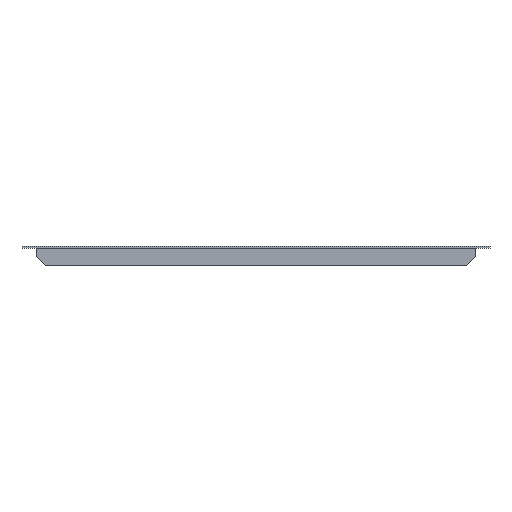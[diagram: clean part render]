
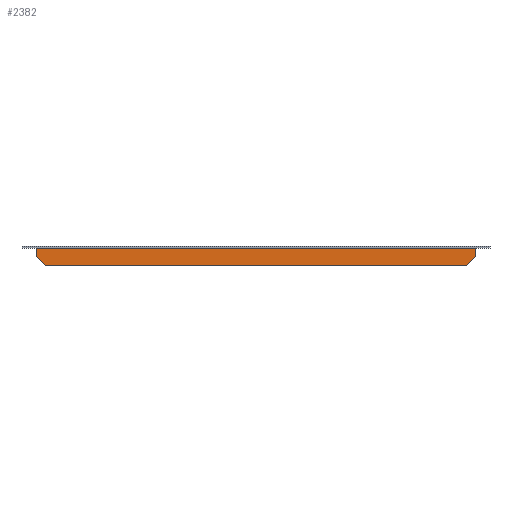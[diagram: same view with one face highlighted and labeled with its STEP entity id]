
A CAD part, front view. The second image highlights one B-rep face of the part: STEP entity #2382.
In plain terms, the highlighted planar face has unit normal (0, -1, 0).
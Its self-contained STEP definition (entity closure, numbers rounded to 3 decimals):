
#47 = VECTOR ( 'NONE', #6909, 1000. ) ;
#373 = ORIENTED_EDGE ( 'NONE', *, *, #13757, .T. ) ;
#632 = VECTOR ( 'NONE', #6580, 1000. ) ;
#803 = EDGE_CURVE ( 'NONE', #6590, #8246, #9591, .T. ) ;
#890 = VECTOR ( 'NONE', #7489, 1000. ) ;
#1381 = VECTOR ( 'NONE', #3172, 1000. ) ;
#1523 = DIRECTION ( 'NONE',  ( 0., 1., 0. ) ) ;
#2114 = CARTESIAN_POINT ( 'NONE',  ( 188., -32., -15. ) ) ;
#2331 = EDGE_CURVE ( 'NONE', #17129, #11149, #13417, .T. ) ;
#2360 = LINE ( 'NONE', #15361, #9108 ) ;
#2382 = ADVANCED_FACE ( 'NONE', ( #4140 ), #16268, .F. ) ;
#2573 = VERTEX_POINT ( 'NONE', #11419 ) ;
#2926 = ORIENTED_EDGE ( 'NONE', *, *, #7963, .T. ) ;
#3172 = DIRECTION ( 'NONE',  ( 0., 0., 1. ) ) ;
#3333 = CARTESIAN_POINT ( 'NONE',  ( 188., -32., 0. ) ) ;
#3346 = ORIENTED_EDGE ( 'NONE', *, *, #14164, .F. ) ;
#4140 = FACE_OUTER_BOUND ( 'NONE', #11158, .T. ) ;
#4789 = DIRECTION ( 'NONE',  ( 0.707, 0., -0.707 ) ) ;
#4898 = ORIENTED_EDGE ( 'NONE', *, *, #11207, .T. ) ;
#5378 = DIRECTION ( 'NONE',  ( -1., 0., 0. ) ) ;
#5771 = VECTOR ( 'NONE', #5378, 1000. ) ;
#5915 = CARTESIAN_POINT ( 'NONE',  ( -188., -32., -7. ) ) ;
#6580 = DIRECTION ( 'NONE',  ( -1., 0., 0. ) ) ;
#6590 = VERTEX_POINT ( 'NONE', #5915 ) ;
#6830 = DIRECTION ( 'NONE',  ( 0., 0., 1. ) ) ;
#6909 = DIRECTION ( 'NONE',  ( 0.707, 0., 0.707 ) ) ;
#6934 = CARTESIAN_POINT ( 'NONE',  ( -188., -32., 0. ) ) ;
#7489 = DIRECTION ( 'NONE',  ( 0., 0., 1. ) ) ;
#7963 = EDGE_CURVE ( 'NONE', #6590, #2573, #2360, .T. ) ;
#8246 = VERTEX_POINT ( 'NONE', #6934 ) ;
#9095 = LINE ( 'NONE', #15682, #632 ) ;
#9108 = VECTOR ( 'NONE', #4789, 1000. ) ;
#9366 = CARTESIAN_POINT ( 'NONE',  ( 188., -32., 0. ) ) ;
#9422 = CARTESIAN_POINT ( 'NONE',  ( 188., -32., -15. ) ) ;
#9591 = LINE ( 'NONE', #9850, #1381 ) ;
#9850 = CARTESIAN_POINT ( 'NONE',  ( -188., -32., -15. ) ) ;
#10502 = LINE ( 'NONE', #9366, #5771 ) ;
#11149 = VERTEX_POINT ( 'NONE', #13020 ) ;
#11158 = EDGE_LOOP ( 'NONE', ( #11993, #2926, #3346, #14340, #373, #4898 ) ) ;
#11207 = EDGE_CURVE ( 'NONE', #12303, #8246, #10502, .T. ) ;
#11419 = CARTESIAN_POINT ( 'NONE',  ( -180., -32., -15. ) ) ;
#11792 = CARTESIAN_POINT ( 'NONE',  ( 180., -32., -15. ) ) ;
#11993 = ORIENTED_EDGE ( 'NONE', *, *, #803, .F. ) ;
#12303 = VERTEX_POINT ( 'NONE', #3333 ) ;
#13020 = CARTESIAN_POINT ( 'NONE',  ( 188., -32., -7. ) ) ;
#13330 = CARTESIAN_POINT ( 'NONE',  ( 184., -32., -11. ) ) ;
#13354 = AXIS2_PLACEMENT_3D ( 'NONE', #9422, #1523, #6830 ) ;
#13417 = LINE ( 'NONE', #13330, #47 ) ;
#13757 = EDGE_CURVE ( 'NONE', #11149, #12303, #14001, .T. ) ;
#14001 = LINE ( 'NONE', #2114, #890 ) ;
#14164 = EDGE_CURVE ( 'NONE', #17129, #2573, #9095, .T. ) ;
#14340 = ORIENTED_EDGE ( 'NONE', *, *, #2331, .T. ) ;
#15361 = CARTESIAN_POINT ( 'NONE',  ( 4., -32., -199. ) ) ;
#15682 = CARTESIAN_POINT ( 'NONE',  ( 188., -32., -15. ) ) ;
#16268 = PLANE ( 'NONE',  #13354 ) ;
#17129 = VERTEX_POINT ( 'NONE', #11792 ) ;
